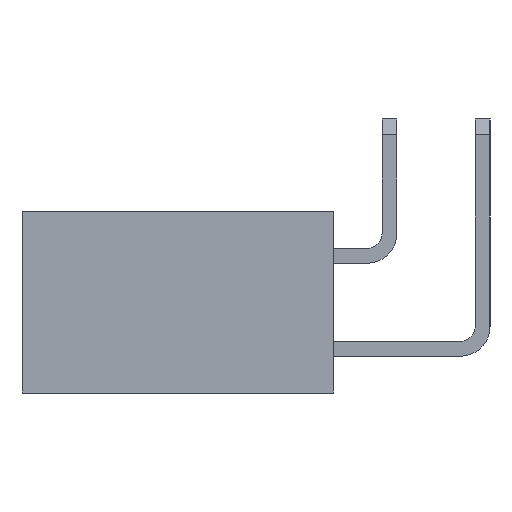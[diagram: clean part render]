
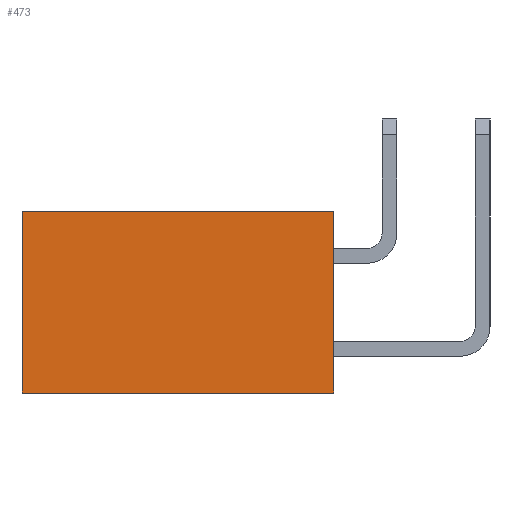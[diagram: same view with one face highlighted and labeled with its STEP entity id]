
A CAD part, left-side view. The second image highlights one B-rep face of the part: STEP entity #473.
In plain terms, the highlighted planar face has unit normal (-1, 0, 0).
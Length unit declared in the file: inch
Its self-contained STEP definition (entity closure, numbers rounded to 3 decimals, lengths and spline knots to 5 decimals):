
#473 = ADVANCED_FACE( '', ( #1855 ), #1856, .F. );
#1855 = FACE_OUTER_BOUND( '', #3952, .T. );
#1856 = PLANE( '', #3953 );
#3952 = EDGE_LOOP( '', ( #8128, #8129, #8130, #8131 ) );
#3953 = AXIS2_PLACEMENT_3D( '', #8132, #8133, #8134 );
#8128 = ORIENTED_EDGE( '', *, *, #14523, .T. );
#8129 = ORIENTED_EDGE( '', *, *, #13774, .F. );
#8130 = ORIENTED_EDGE( '', *, *, #14536, .F. );
#8131 = ORIENTED_EDGE( '', *, *, #13766, .T. );
#8132 = CARTESIAN_POINT( '', ( -1.41, 0.335, -0.0975 ) );
#8133 = DIRECTION( '', ( 1., 0., 0. ) );
#8134 = DIRECTION( '', ( 0., 0., -1. ) );
#13766 = EDGE_CURVE( '', #16599, #16597, #16600, .T. );
#13774 = EDGE_CURVE( '', #16613, #16615, #16616, .T. );
#14523 = EDGE_CURVE( '', #16597, #16615, #17891, .T. );
#14536 = EDGE_CURVE( '', #16599, #16613, #17916, .T. );
#16597 = VERTEX_POINT( '', #21238 );
#16599 = VERTEX_POINT( '', #21241 );
#16600 = LINE( '', #21242, #21243 );
#16613 = VERTEX_POINT( '', #21262 );
#16615 = VERTEX_POINT( '', #21265 );
#16616 = LINE( '', #21266, #21267 );
#17891 = LINE( '', #23290, #23291 );
#17916 = LINE( '', #23328, #23329 );
#21238 = CARTESIAN_POINT( '', ( -1.41, 0., -0.0975 ) );
#21241 = CARTESIAN_POINT( '', ( -1.41, 0.335, -0.0975 ) );
#21242 = CARTESIAN_POINT( '', ( -1.41, 0.335, -0.0975 ) );
#21243 = VECTOR( '', #28006, 39.37008 );
#21262 = CARTESIAN_POINT( '', ( -1.41, 0.335, 0.0975 ) );
#21265 = CARTESIAN_POINT( '', ( -1.41, 0., 0.0975 ) );
#21266 = CARTESIAN_POINT( '', ( -1.41, 0.335, 0.0975 ) );
#21267 = VECTOR( '', #28014, 39.37008 );
#23290 = CARTESIAN_POINT( '', ( -1.41, 0., -0.0975 ) );
#23291 = VECTOR( '', #28763, 39.37008 );
#23328 = CARTESIAN_POINT( '', ( -1.41, 0.335, -0.0975 ) );
#23329 = VECTOR( '', #28776, 39.37008 );
#28006 = DIRECTION( '', ( 0., -1., 0. ) );
#28014 = DIRECTION( '', ( 0., -1., 0. ) );
#28763 = DIRECTION( '', ( 0., 0., 1. ) );
#28776 = DIRECTION( '', ( 0., 0., 1. ) );
